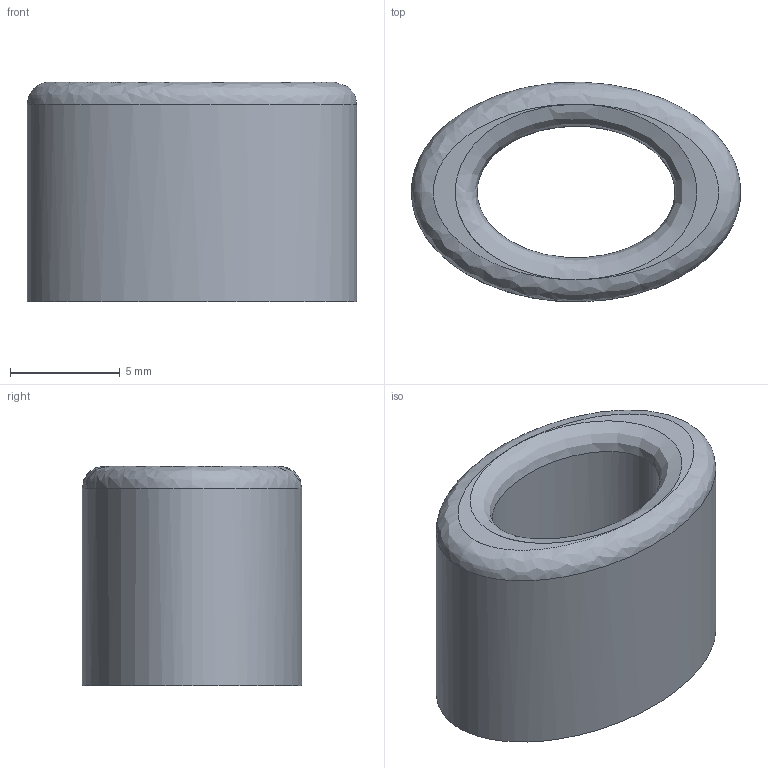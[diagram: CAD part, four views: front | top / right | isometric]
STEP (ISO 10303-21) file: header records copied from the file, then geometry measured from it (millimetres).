
FILE_DESCRIPTION(/* description */ ('','CAx-IF Rec.Pracs.---Representation and Presentation of Product Manufacturing Information (PMI)---4.0---2014-10-13'),/* implementation_level */ '2;1');
FILE_NAME(/* name */ 'ellipse_15_10.step',/* time_stamp */ '2025-02-04T12:06:41+01:00',/* author */ (''),/* organization */ (''),/* preprocessor_version */ 'ST-DEVELOPER v20',/* originating_system */ 'Autodesk Translation Framework v13.20.0.188',/* authorisation */ '');
FILE_SCHEMA (('AP242_MANAGED_MODEL_BASED_3D_ENGINEERING_MIM_LF { 1 0 10303 442 1 1 4 }'));
Length unit declared in the file: millimetre
Products named in the file (1): ellipse_15_10
Bounding box: 15 x 10 x 10 mm (x, y, z)
Volume: 739.8 mm3; surface area: 757.9 mm2
Topology: 1 solids, 1 shells, 7 faces, 14 edges, 8 vertices
Faces by surface type: bspline 4, plane 3
Entity records: 476 total; most frequent: CARTESIAN_POINT 330, ORIENTED_EDGE 28, DIRECTION 18, EDGE_CURVE 14, EDGE_LOOP 8, B_SPLINE_CURVE_WITH_KNOTS 8, VERTEX_POINT 8, AXIS2_PLACEMENT_3D 8
